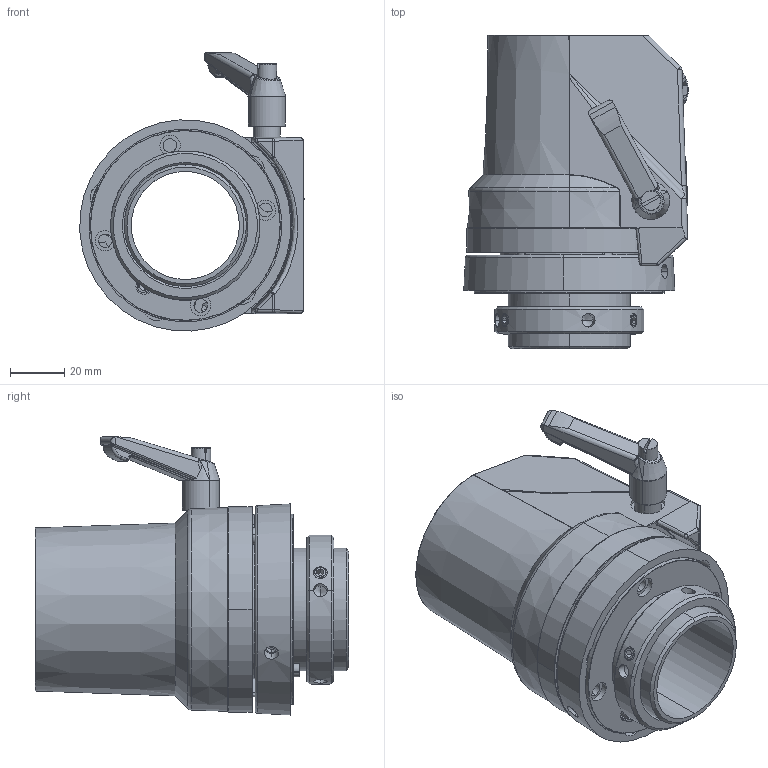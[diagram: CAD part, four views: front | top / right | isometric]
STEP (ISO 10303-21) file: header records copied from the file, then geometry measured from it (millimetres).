
FILE_DESCRIPTION (( 'STEP AP214' ), '1' );
FILE_NAME ('49497300.STEP', '2009-02-26T09:44:26', ( ' ' ), ( '' ), 'SwSTEP 2.0', 'SolidWorks 2008', '' );
FILE_SCHEMA (( 'AUTOMOTIVE_DESIGN' ));
Length unit declared in the file: millimetre
Products named in the file (23): 93017_Standard; 83057_Standard; 93103_Standard; 82174_Standard; 84097_Standard; 94542_Standard; 93175_Standard; 84108_Standard; 82191_Standard; 93176_Standard; 12035_Standard; 83045_Standard; 83068_Standard; 12032_Standard; 49497300; 93220_Standard; 82011_Standard; 92146_Standard; 84110_Standard; 12823_Standard; 94526_Standard
Assembly tree (31 placements, depth 3):
  49497300
    83057_Standard  x2
    93103_Standard  x3
    12823_Standard
    94526_Standard
    82174_Standard
    84108_Standard
    93220_Standard  x2
    92146_Standard
    83045_Standard
    93176_Standard  x2
    83068_Standard  x2
    94542_Standard  x2
    93175_Standard  x3
    84110_Standard
    12032_Standard
      12032_Standard
    12035_Standard
      12035_Standard
    82011_Standard
    82191_Standard
    84097_Standard
    93017_Standard
Bounding box: 82.62 x 115.5 x 102.35 mm (x, y, z)
Volume: 255444.1 mm3; surface area: 107983.8 mm2
Topology: 118 solids, 118 shells, 2217 faces, 5495 edges, 3493 vertices
Faces by surface type: plane 925, bspline 702, cylinder 306, torus 147, cone 118, sphere 19
Entity records: 109049 total; most frequent: CARTESIAN_POINT 48382, ORIENTED_EDGE 10200, DIRECTION 7105, EDGE_CURVE 5100, VERTEX_POINT 3296, VECTOR 2681, LINE 2681, EDGE_LOOP 2214
